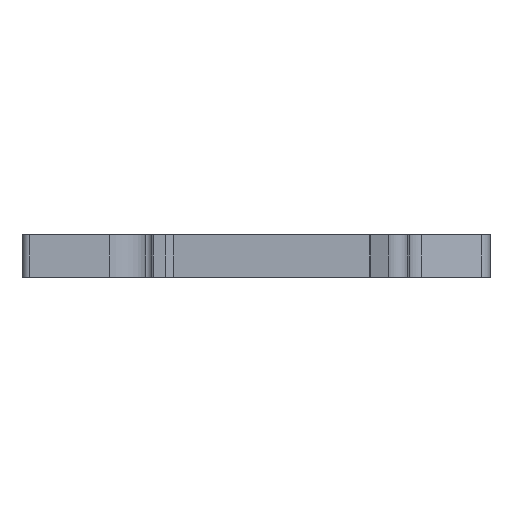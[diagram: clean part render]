
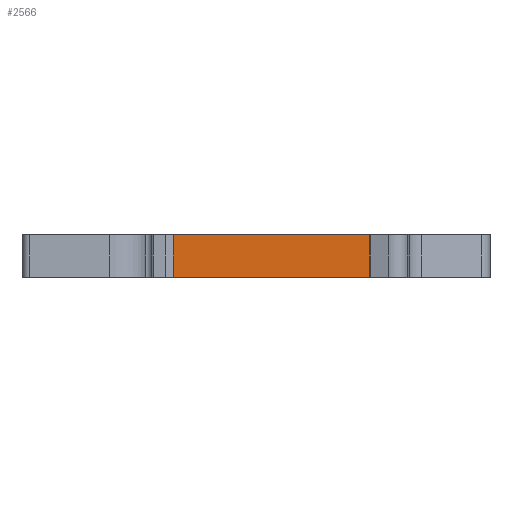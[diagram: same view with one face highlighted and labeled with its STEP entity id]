
A CAD part, front view. The second image highlights one B-rep face of the part: STEP entity #2566.
In plain terms, the highlighted planar face has unit normal (0, -1, 0).
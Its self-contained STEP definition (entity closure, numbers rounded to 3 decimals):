
#84 = VERTEX_POINT ( 'NONE', #5803 ) ;
#344 = DIRECTION ( 'NONE',  ( 1., 0., 0. ) ) ;
#653 = CARTESIAN_POINT ( 'NONE',  ( -4.625, -13.447, 10.752 ) ) ;
#771 = EDGE_CURVE ( 'NONE', #3254, #84, #1183, .T. ) ;
#1183 = LINE ( 'NONE', #5826, #4860 ) ;
#1473 = AXIS2_PLACEMENT_3D ( 'NONE', #6331, #1544, #7117 ) ;
#1544 = DIRECTION ( 'NONE',  ( 0., 1., 0. ) ) ;
#1680 = VECTOR ( 'NONE', #344, 1000. ) ;
#1783 = LINE ( 'NONE', #9926, #8076 ) ;
#1869 = EDGE_LOOP ( 'NONE', ( #8732, #8706, #10126, #8562 ) ) ;
#2353 = FACE_OUTER_BOUND ( 'NONE', #1869, .T. ) ;
#2566 = ADVANCED_FACE ( 'NONE', ( #2353 ), #10098, .F. ) ;
#3254 = VERTEX_POINT ( 'NONE', #3853 ) ;
#3853 = CARTESIAN_POINT ( 'NONE',  ( -32.951, -13.447, 4.752 ) ) ;
#3872 = VERTEX_POINT ( 'NONE', #6156 ) ;
#4860 = VECTOR ( 'NONE', #6728, 1000. ) ;
#4979 = EDGE_CURVE ( 'NONE', #5628, #3872, #5928, .T. ) ;
#4980 = LINE ( 'NONE', #653, #8794 ) ;
#5628 = VERTEX_POINT ( 'NONE', #8122 ) ;
#5803 = CARTESIAN_POINT ( 'NONE',  ( -4.625, -13.447, 4.752 ) ) ;
#5826 = CARTESIAN_POINT ( 'NONE',  ( -32.951, -13.447, 4.752 ) ) ;
#5928 = LINE ( 'NONE', #6761, #1680 ) ;
#6156 = CARTESIAN_POINT ( 'NONE',  ( -4.625, -13.447, 10.702 ) ) ;
#6331 = CARTESIAN_POINT ( 'NONE',  ( -32.951, -13.447, 10.752 ) ) ;
#6728 = DIRECTION ( 'NONE',  ( 1., 0., 0. ) ) ;
#6761 = CARTESIAN_POINT ( 'NONE',  ( -32.951, -13.447, 10.702 ) ) ;
#7117 = DIRECTION ( 'NONE',  ( -1., 0., 0. ) ) ;
#7476 = EDGE_CURVE ( 'NONE', #3872, #84, #4980, .T. ) ;
#7649 = DIRECTION ( 'NONE',  ( 0., 0., -1. ) ) ;
#8076 = VECTOR ( 'NONE', #7649, 1000. ) ;
#8122 = CARTESIAN_POINT ( 'NONE',  ( -32.951, -13.447, 10.702 ) ) ;
#8562 = ORIENTED_EDGE ( 'NONE', *, *, #7476, .F. ) ;
#8706 = ORIENTED_EDGE ( 'NONE', *, *, #8930, .T. ) ;
#8732 = ORIENTED_EDGE ( 'NONE', *, *, #4979, .F. ) ;
#8794 = VECTOR ( 'NONE', #10059, 1000. ) ;
#8930 = EDGE_CURVE ( 'NONE', #5628, #3254, #1783, .T. ) ;
#9926 = CARTESIAN_POINT ( 'NONE',  ( -32.951, -13.447, 10.752 ) ) ;
#10059 = DIRECTION ( 'NONE',  ( 0., 0., -1. ) ) ;
#10098 = PLANE ( 'NONE',  #1473 ) ;
#10126 = ORIENTED_EDGE ( 'NONE', *, *, #771, .T. ) ;
